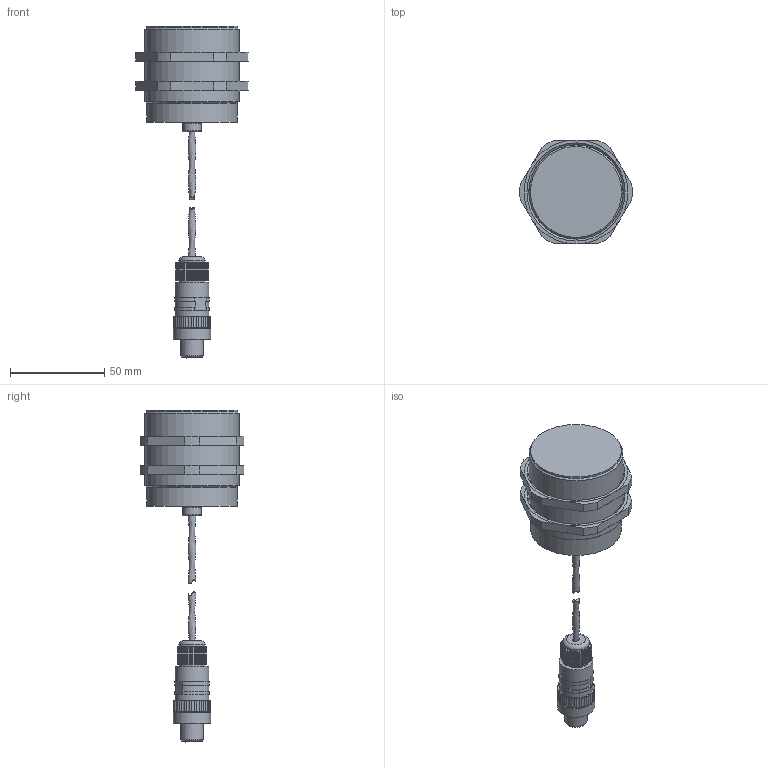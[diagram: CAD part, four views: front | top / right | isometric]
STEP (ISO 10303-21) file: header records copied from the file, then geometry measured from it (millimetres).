
FILE_DESCRIPTION((''),'2;1');
FILE_NAME('IB506050.stp','2014-05-29T12:58:06',('Administrator'),(''),'Autodesk Inventor 11','Autodesk Inventor 11','');
FILE_SCHEMA(('AUTOMOTIVE_DESIGN { 1 0 10303 214 1 1 1 1 }'));
Length unit declared in the file: millimetre
Products named in the file (4): IB506050; IB506050 Sensor; M12 Stecker; M50x1,5 Mutter
Assembly tree (4 placements, depth 2):
  IB506050
    IB506050 Sensor
    M12 Stecker
    M50x1,5 Mutter  x2
Bounding box: 59.55 x 55 x 175.85 mm (x, y, z)
Volume: 115602.3 mm3; surface area: 22648.5 mm2
Topology: 9 solids, 9 shells, 373 faces, 1000 edges, 651 vertices
Faces by surface type: plane 230, cylinder 102, cone 32, sphere 4, bspline 3, torus 2
Full cylindrical faces by diameter (mm): 0.6 x4, 1 x8, 8 x1, 9 x1, 9.4 x1, 10 x1, 10.4 x1, 12 x1, 14 x2, 18 x2, 19.8 x1, 48 x1, 48.2 x1, 49.8 x1, 50 x2
Entity records: 11496 total; most frequent: CARTESIAN_POINT 2985, DIRECTION 1755, ORIENTED_EDGE 1718, EDGE_CURVE 859, AXIS2_PLACEMENT_3D 585, VECTOR 585, LINE 585, VERTEX_POINT 581
